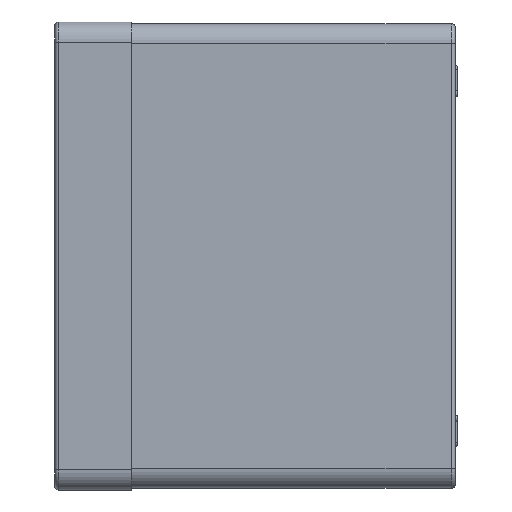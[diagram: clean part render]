
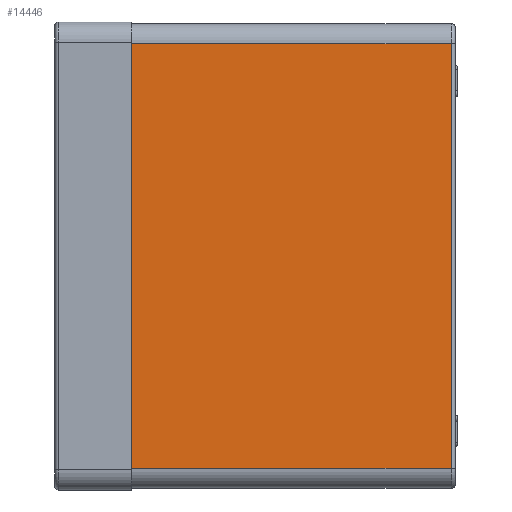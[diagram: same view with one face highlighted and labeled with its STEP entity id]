
A CAD part, left-side view. The second image highlights one B-rep face of the part: STEP entity #14446.
In plain terms, the highlighted planar face has unit normal (-1, 0, 0).
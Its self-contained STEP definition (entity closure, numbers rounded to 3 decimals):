
#651 = VECTOR ( 'NONE', #39645, 1000. ) ;
#918 = CARTESIAN_POINT ( 'NONE',  ( -165., -158., -105. ) ) ;
#1179 = DIRECTION ( 'NONE',  ( -1., 0., 0. ) ) ;
#6633 = VERTEX_POINT ( 'NONE', #6702 ) ;
#6702 = CARTESIAN_POINT ( 'NONE',  ( -165., 0., 105. ) ) ;
#8712 = VECTOR ( 'NONE', #18438, 1000. ) ;
#10192 = ORIENTED_EDGE ( 'NONE', *, *, #36269, .F. ) ;
#11374 = VERTEX_POINT ( 'NONE', #918 ) ;
#11639 = DIRECTION ( 'NONE',  ( 0., 0., 1. ) ) ;
#12578 = EDGE_LOOP ( 'NONE', ( #30140, #20929, #36294, #10192 ) ) ;
#14103 = VECTOR ( 'NONE', #11639, 1000. ) ;
#14446 = ADVANCED_FACE ( 'NONE', ( #20453 ), #25246, .T. ) ;
#14968 = CARTESIAN_POINT ( 'NONE',  ( -165., 0., -105. ) ) ;
#15714 = EDGE_CURVE ( 'NONE', #31381, #11374, #23806, .T. ) ;
#16870 = DIRECTION ( 'NONE',  ( 0., 0., 1. ) ) ;
#17629 = CARTESIAN_POINT ( 'NONE',  ( -165., -160., -105. ) ) ;
#18438 = DIRECTION ( 'NONE',  ( 0., 1., 0. ) ) ;
#19656 = CARTESIAN_POINT ( 'NONE',  ( -165., -158., 105. ) ) ;
#20453 = FACE_OUTER_BOUND ( 'NONE', #12578, .T. ) ;
#20517 = VECTOR ( 'NONE', #16870, 1000. ) ;
#20929 = ORIENTED_EDGE ( 'NONE', *, *, #24979, .T. ) ;
#21493 = LINE ( 'NONE', #35729, #20517 ) ;
#21613 = CARTESIAN_POINT ( 'NONE',  ( -165., -160., 105. ) ) ;
#21920 = VERTEX_POINT ( 'NONE', #19656 ) ;
#22122 = CARTESIAN_POINT ( 'NONE',  ( -165., -160., -115. ) ) ;
#23806 = LINE ( 'NONE', #17629, #651 ) ;
#24477 = LINE ( 'NONE', #21613, #8712 ) ;
#24979 = EDGE_CURVE ( 'NONE', #11374, #21920, #38229, .T. ) ;
#25246 = PLANE ( 'NONE',  #29188 ) ;
#28412 = DIRECTION ( 'NONE',  ( 0., 0., 1. ) ) ;
#29188 = AXIS2_PLACEMENT_3D ( 'NONE', #22122, #1179, #28412 ) ;
#30140 = ORIENTED_EDGE ( 'NONE', *, *, #15714, .T. ) ;
#30492 = CARTESIAN_POINT ( 'NONE',  ( -165., -158., 105. ) ) ;
#31381 = VERTEX_POINT ( 'NONE', #14968 ) ;
#34256 = EDGE_CURVE ( 'NONE', #21920, #6633, #24477, .T. ) ;
#35729 = CARTESIAN_POINT ( 'NONE',  ( -165., 0., -115. ) ) ;
#36269 = EDGE_CURVE ( 'NONE', #31381, #6633, #21493, .T. ) ;
#36294 = ORIENTED_EDGE ( 'NONE', *, *, #34256, .T. ) ;
#38229 = LINE ( 'NONE', #30492, #14103 ) ;
#39645 = DIRECTION ( 'NONE',  ( 0., -1., 0. ) ) ;
